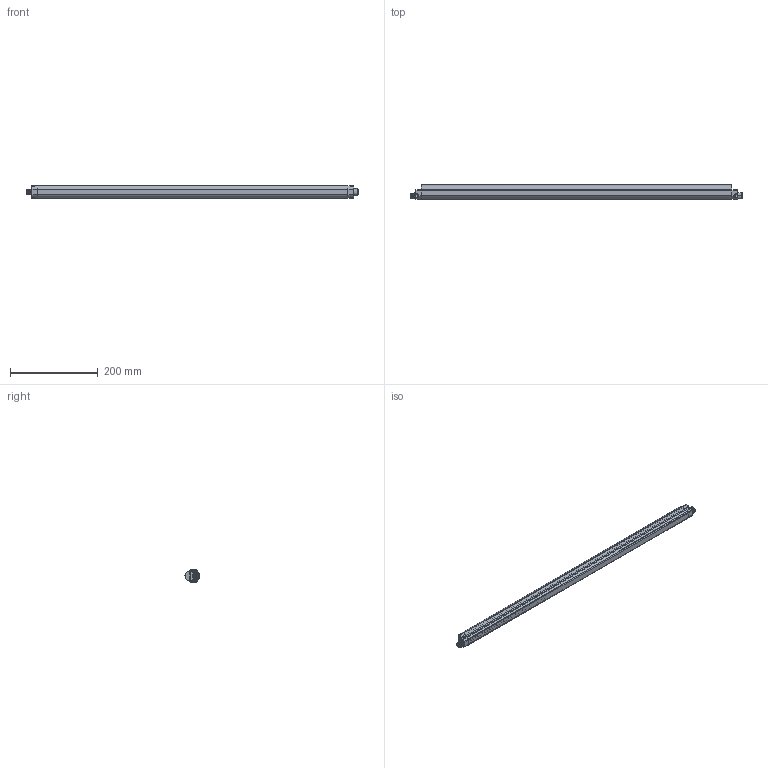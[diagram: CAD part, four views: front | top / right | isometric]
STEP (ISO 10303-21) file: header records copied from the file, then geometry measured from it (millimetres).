
FILE_DESCRIPTION((''),'2;1');
FILE_NAME('167014_SW','2012-09-04T',('banengservice'),('BANNER ENGINEERING'),'PRO/ENGINEER BY PARAMETRIC TECHNOLOGY CORPORATION, 2009141','PRO/ENGINEER BY PARAMETRIC TECHNOLOGY CORPORATION, 2009141','');
FILE_SCHEMA(('CONFIG_CONTROL_DESIGN'));
Products named in the file (1): 167014_SW
Bounding box: 758 x 32.19 x 28 mm (x, y, z)
Volume: 317108.3 mm3; surface area: 197849.4 mm2
Topology: 1 solids, 1 shells, 1112 faces, 2798 edges, 1718 vertices
Faces by surface type: plane 380, cylinder 343, bspline 139, cone 136, torus 98, sphere 16
Entity records: 50245 total; most frequent: CARTESIAN_POINT 24132, ORIENTED_EDGE 5580, DIRECTION 5406, EDGE_CURVE 2790, AXIS2_PLACEMENT_3D 2081, VERTEX_POINT 1718, VECTOR 1244, LINE 1244
